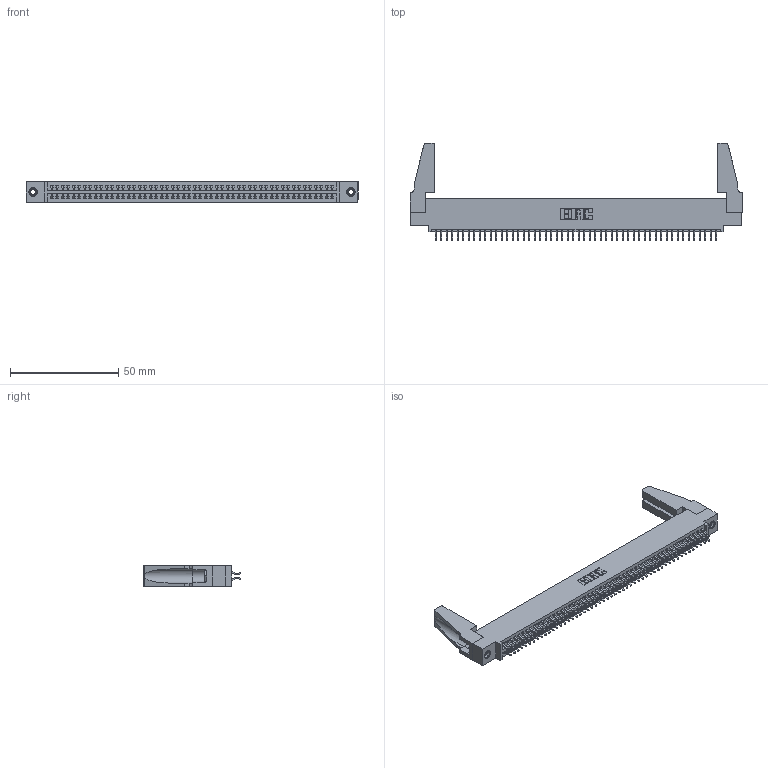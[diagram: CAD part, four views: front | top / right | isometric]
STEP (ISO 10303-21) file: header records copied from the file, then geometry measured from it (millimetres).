
FILE_DESCRIPTION (( 'STEP AP203' ), '1' );
FILE_NAME ('345-104-556-588.STEP', '2019-11-03T12:57:58', ( '' ), ( '' ), 'SwSTEP 2.0', 'SolidWorks 2016', '' );
FILE_SCHEMA (( 'CONFIG_CONTROL_DESIGN' ));
Length unit declared in the file: inch
Products named in the file (5): 345-250-001_345-250-001-102; 345-220-078_345-220-088; 345-104-556-588; 345 Part_0.110 Offset - 0.156 Dia-TH; 345-292-001_556 Tail
Assembly tree (109 placements, depth 2):
  345-104-556-588
    345 Part_0.110 Offset - 0.156 Dia-TH
    345-292-001_556 Tail  x104
    345-250-001_345-250-001-102  x2
    345-220-078_345-220-088  x2
Bounding box: 153.31 x 44.89 x 9.4 mm (x, y, z)
Volume: 18160.9 mm3; surface area: 25354.8 mm2
Topology: 109 solids, 109 shells, 6078 faces, 18035 edges, 11874 vertices
Faces by surface type: plane 4004, cylinder 2058, cone 12, torus 4
Entity records: 41954 total; most frequent: CARTESIAN_POINT 7034, ORIENTED_EDGE 6916, DIRECTION 6182, EDGE_CURVE 3458, VECTOR 3068, LINE 3068, VERTEX_POINT 2298, AXIS2_PLACEMENT_3D 1557
